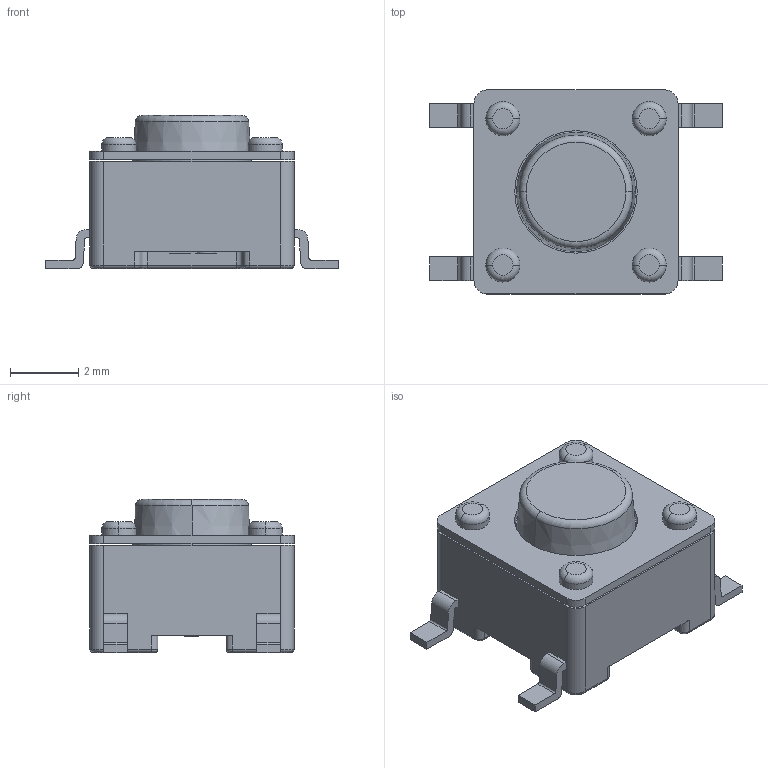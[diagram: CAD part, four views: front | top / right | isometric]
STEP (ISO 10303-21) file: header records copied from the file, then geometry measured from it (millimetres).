
FILE_DESCRIPTION(('FreeCAD Model'),'2;1');
FILE_NAME('Open CASCADE Shape Model','2024-06-09T13:29:01',(''),(''), 'Open CASCADE STEP processor 7.6','FreeCAD','Unknown');
FILE_SCHEMA(('AUTOMOTIVE_DESIGN { 1 0 10303 214 1 1 1 1 }'));
Length unit declared in the file: millimetre
Products named in the file (5): PCBModel; SW2; SW-SMD_4P-L6.0-W6.0-P4.50-LS8.6; SOLID; SOLID001
Assembly tree (4 placements, depth 4):
  PCBModel
    SW2
      SW-SMD_4P-L6.0-W6.0-P4.50-LS8.6
        SOLID
        SOLID001
Bounding box: 8.6 x 6 x 4.5 mm (x, y, z)
Volume: 124.5 mm3; surface area: 242.5 mm2
Topology: 2 solids, 2 shells, 370 faces, 1000 edges, 650 vertices
Faces by surface type: plane 280, cylinder 62, torus 20, bspline 6, cone 2
Entity records: 14233 total; most frequent: CARTESIAN_POINT 2115, ORIENTED_EDGE 2000, DIRECTION 1902, EDGE_CURVE 1000, LINE 836, VECTOR 836, VERTEX_POINT 650, AXIS2_PLACEMENT_3D 533
